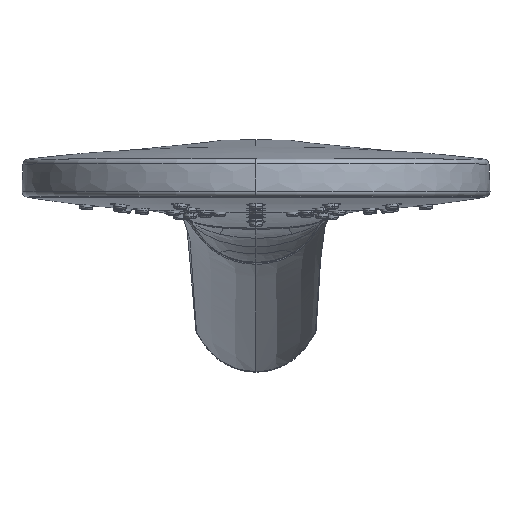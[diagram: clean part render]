
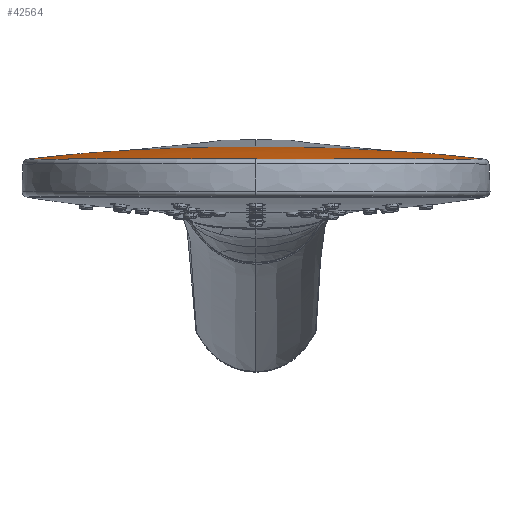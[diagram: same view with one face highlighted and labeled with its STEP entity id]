
A CAD part, top view. The second image highlights one B-rep face of the part: STEP entity #42564.
In plain terms, the highlighted face is a revolution surface.
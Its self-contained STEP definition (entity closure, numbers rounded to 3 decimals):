
#20836=CARTESIAN_POINT('',(53.689,8.63,
0.));
#20911=CARTESIAN_POINT('',(40.234,10.017,
0.001));
#20912=CARTESIAN_POINT('',(38.239,10.181,
0.001));
#20913=CARTESIAN_POINT('',(33.965,10.497,
0.001));
#20914=CARTESIAN_POINT('',(27.408,10.876,
0.001));
#20915=CARTESIAN_POINT('',(20.565,11.167,
0.001));
#20916=CARTESIAN_POINT('',(11.432,11.43,
0.001));
#20917=CARTESIAN_POINT('',(4.575,11.5,
0.));
#20918=CARTESIAN_POINT('',(0.,11.5,0.));
#21052=CARTESIAN_POINT('',(41.37,9.922,
0.));
#21053=CARTESIAN_POINT('',(45.481,9.57,
0.));
#21054=CARTESIAN_POINT('',(49.589,9.147,
0.));
#21055=CARTESIAN_POINT('',(53.689,8.63,
0.));
#21060=CARTESIAN_POINT('',(-40.234,10.017,
0.001));
#21061=CARTESIAN_POINT('',(-35.963,10.369,
0.));
#21062=CARTESIAN_POINT('',(-27.131,10.938,
0.002));
#21063=CARTESIAN_POINT('',(-13.718,11.406,
0.));
#21064=CARTESIAN_POINT('',(-4.575,11.5,
0.001));
#21065=CARTESIAN_POINT('',(0.,11.5,0.));
#21070=CARTESIAN_POINT('',(40.234,10.017,
0.001));
#21071=CARTESIAN_POINT('',(40.424,10.002,
0.001));
#21072=CARTESIAN_POINT('',(40.614,9.986,
0.));
#21073=CARTESIAN_POINT('',(40.804,9.97,
0.));
#21078=CARTESIAN_POINT('',(40.804,9.97,
0.));
#21079=CARTESIAN_POINT('',(40.893,9.962,
0.));
#21080=CARTESIAN_POINT('',(41.082,9.946,
0.));
#21081=CARTESIAN_POINT('',(41.271,9.93,
0.));
#21082=CARTESIAN_POINT('',(41.37,9.922,
0.));
#21087=CARTESIAN_POINT('',(-0.002,8.629,
-0.002));
#21088=DIRECTION('',(0.,1.,0.));
#21089=DIRECTION('',(0.,0.,1.));
#21090=AXIS2_PLACEMENT_3D('',#21087,#21088,#21089);
#21103=CARTESIAN_POINT('',(0.002,8.629,
-0.002));
#21104=DIRECTION('',(0.,1.,0.));
#21105=DIRECTION('',(-1.,0.,0.));
#21106=AXIS2_PLACEMENT_3D('',#21103,#21104,#21105);
#24644=CARTESIAN_POINT('',(-40.234,10.017,
0.001));
#24645=CARTESIAN_POINT('',(-40.424,10.002,
0.001));
#24646=CARTESIAN_POINT('',(-40.614,9.986,
0.));
#24647=CARTESIAN_POINT('',(-40.804,9.97,
0.));
#24652=CARTESIAN_POINT('',(-40.804,9.97,
0.));
#24653=CARTESIAN_POINT('',(-40.893,9.962,
0.));
#24654=CARTESIAN_POINT('',(-41.082,9.946,
0.));
#24655=CARTESIAN_POINT('',(-41.271,9.93,
0.));
#24656=CARTESIAN_POINT('',(-41.37,9.922,
0.));
#24661=CARTESIAN_POINT('',(-41.37,9.922,
0.));
#24662=CARTESIAN_POINT('',(-43.545,9.736,
0.));
#24663=CARTESIAN_POINT('',(-47.655,9.346,
0.));
#24664=CARTESIAN_POINT('',(-51.758,8.873,
0.));
#24665=CARTESIAN_POINT('',(-53.689,8.63,
0.));
#39562=VERTEX_POINT('',#20836);
#39563=VERTEX_POINT('',#21052);
#39564=VERTEX_POINT('',#21078);
#39565=VERTEX_POINT('',#21070);
#39566=VERTEX_POINT('',#20918);
#39568=CARTESIAN_POINT('',(0.,8.63,
53.69));
#39569=VERTEX_POINT('',#39568);
#39570=CARTESIAN_POINT('',(-53.689,8.63,0.));
#39571=VERTEX_POINT('',#39570);
#39572=VERTEX_POINT('',#24661);
#39573=VERTEX_POINT('',#24652);
#39574=VERTEX_POINT('',#24644);
#42530=CARTESIAN_POINT('',(0.,11.5,0.));
#42531=CARTESIAN_POINT('',(0.,11.5,4.575));
#42532=CARTESIAN_POINT('',(0.,11.406,13.718));
#42533=CARTESIAN_POINT('',(0.,10.928,27.412));
#42534=CARTESIAN_POINT('',(0.,10.057,40.739));
#42535=CARTESIAN_POINT('',(0.,9.141,49.668));
#42536=CARTESIAN_POINT('',(0.,8.585,54.045));
#42537=CARTESIAN_POINT('',(0.,8.562,54.223));
#42542=CARTESIAN_POINT('',(0.,11.65,0.));
#42543=DIRECTION('',(0.,-1.,0.));
#42544=AXIS1_PLACEMENT('',#42542,#42543);
#42545=SURFACE_OF_REVOLUTION('',#42538,#42544);
#42546=ORIENTED_EDGE('',*,*,#42508,.T.);
#42548=ORIENTED_EDGE('',*,*,#42547,.F.);
#42550=ORIENTED_EDGE('',*,*,#42549,.F.);
#42552=ORIENTED_EDGE('',*,*,#42551,.F.);
#42554=ORIENTED_EDGE('',*,*,#42553,.F.);
#42556=ORIENTED_EDGE('',*,*,#42555,.F.);
#42558=ORIENTED_EDGE('',*,*,#42557,.T.);
#42559=ORIENTED_EDGE('',*,*,#42514,.F.);
#42560=ORIENTED_EDGE('',*,*,#42512,.T.);
#42561=ORIENTED_EDGE('',*,*,#42510,.T.);
#42562=EDGE_LOOP('',(#42546,#42548,#42550,#42552,#42554,#42556,#42558,#42559,
#42560,#42561));
#42563=FACE_OUTER_BOUND('',#42562,.F.);
#42564=ADVANCED_FACE('',(#42563),#42545,.T.);
#20919=B_SPLINE_CURVE_WITH_KNOTS('',3,(#20911,#20912,#20913,#20914,#20915,
#20916,#20917,#20918),.UNSPECIFIED.,.F.,.F.,(4,1,1,1,1,4),(0.,
0.149,0.319,0.49,0.66,1.),
.UNSPECIFIED.);
#21056=B_SPLINE_CURVE_WITH_KNOTS('',3,(#21052,#21053,#21054,#21055),
.UNSPECIFIED.,.F.,.F.,(4,4),(0.,1.),.UNSPECIFIED.);
#21066=B_SPLINE_CURVE_WITH_KNOTS('',3,(#21060,#21061,#21062,#21063,#21064,
#21065),.UNSPECIFIED.,.F.,.F.,(4,1,1,4),(0.,0.319,
0.66,1.),.UNSPECIFIED.);
#21074=B_SPLINE_CURVE_WITH_KNOTS('',3,(#21070,#21071,#21072,#21073),
.UNSPECIFIED.,.F.,.F.,(4,4),(0.,1.),.UNSPECIFIED.);
#21083=B_SPLINE_CURVE_WITH_KNOTS('',3,(#21078,#21079,#21080,#21081,#21082),
.UNSPECIFIED.,.F.,.F.,(4,1,4),(0.,0.475,1.),.UNSPECIFIED.);
#21091=CIRCLE('',#21090,53.692);
#21107=CIRCLE('',#21106,53.692);
#24648=B_SPLINE_CURVE_WITH_KNOTS('',3,(#24644,#24645,#24646,#24647),
.UNSPECIFIED.,.F.,.F.,(4,4),(0.,1.),.UNSPECIFIED.);
#24657=B_SPLINE_CURVE_WITH_KNOTS('',3,(#24652,#24653,#24654,#24655,#24656),
.UNSPECIFIED.,.F.,.F.,(4,1,4),(0.,0.475,1.),.UNSPECIFIED.);
#24666=B_SPLINE_CURVE_WITH_KNOTS('',3,(#24661,#24662,#24663,#24664,#24665),
.UNSPECIFIED.,.F.,.F.,(4,1,4),(0.,0.529,1.),.UNSPECIFIED.);
#42508=EDGE_CURVE('',#39563,#39562,#21056,.T.);
#42510=EDGE_CURVE('',#39564,#39563,#21083,.T.);
#42512=EDGE_CURVE('',#39565,#39564,#21074,.T.);
#42514=EDGE_CURVE('',#39565,#39566,#20919,.T.);
#42538=B_SPLINE_CURVE_WITH_KNOTS('',3,(#42530,#42531,#42532,#42533,#42534,
#42535,#42536,#42537),.UNSPECIFIED.,.F.,.F.,(4,1,1,1,1,4),(0.,
0.252,0.504,0.757,0.99,1.),
.UNSPECIFIED.);
#42547=EDGE_CURVE('',#39569,#39562,#21091,.T.);
#42549=EDGE_CURVE('',#39571,#39569,#21107,.T.);
#42551=EDGE_CURVE('',#39572,#39571,#24666,.T.);
#42553=EDGE_CURVE('',#39573,#39572,#24657,.T.);
#42555=EDGE_CURVE('',#39574,#39573,#24648,.T.);
#42557=EDGE_CURVE('',#39574,#39566,#21066,.T.);
